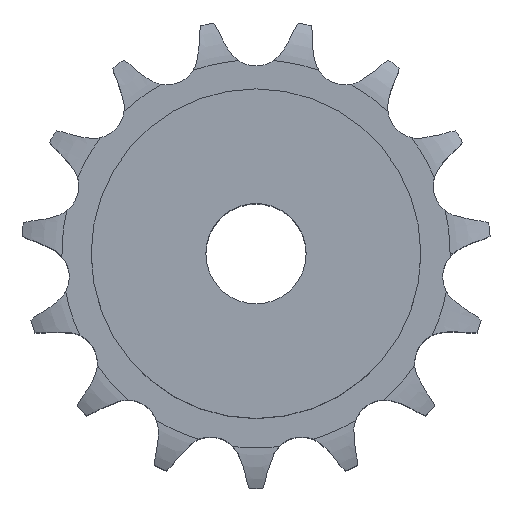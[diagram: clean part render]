
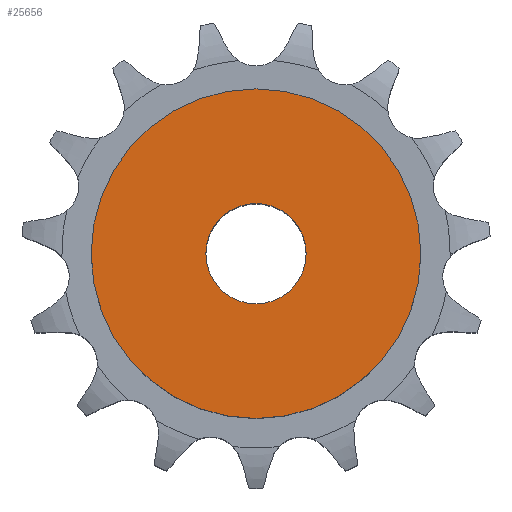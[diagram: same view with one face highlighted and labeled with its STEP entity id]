
A CAD part, top view. The second image highlights one B-rep face of the part: STEP entity #25656.
In plain terms, the highlighted planar face has unit normal (0, 0, 1).
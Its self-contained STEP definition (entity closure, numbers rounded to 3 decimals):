
#13846 = CYLINDRICAL_SURFACE('',#13847,7.);
#13847 = AXIS2_PLACEMENT_3D('',#13848,#13849,#13850);
#13848 = CARTESIAN_POINT('',(0.,0.,115.934));
#13849 = DIRECTION('',(0.,0.,1.));
#13850 = DIRECTION('',(1.,0.,0.));
#17631 = EDGE_CURVE('',#17632,#17632,#17634,.T.);
#17632 = VERTEX_POINT('',#17633);
#17633 = CARTESIAN_POINT('',(7.,0.,50.));
#17634 = SURFACE_CURVE('',#17635,(#17640,#17647),.PCURVE_S1.);
#17635 = CIRCLE('',#17636,7.);
#17636 = AXIS2_PLACEMENT_3D('',#17637,#17638,#17639);
#17637 = CARTESIAN_POINT('',(0.,0.,50.));
#17638 = DIRECTION('',(0.,0.,1.));
#17639 = DIRECTION('',(1.,0.,0.));
#17640 = PCURVE('',#13846,#17641);
#17641 = DEFINITIONAL_REPRESENTATION('',(#17642),#17646);
#17642 = LINE('',#17643,#17644);
#17643 = CARTESIAN_POINT('',(0.,-65.934));
#17644 = VECTOR('',#17645,1.);
#17645 = DIRECTION('',(1.,0.));
#17646 = ( GEOMETRIC_REPRESENTATION_CONTEXT(2) 
PARAMETRIC_REPRESENTATION_CONTEXT() REPRESENTATION_CONTEXT('2D SPACE',''
  ) );
#17647 = PCURVE('',#17648,#17653);
#17648 = PLANE('',#17649);
#17649 = AXIS2_PLACEMENT_3D('',#17650,#17651,#17652);
#17650 = CARTESIAN_POINT('',(0.,0.,50.)
  );
#17651 = DIRECTION('',(0.,0.,1.));
#17652 = DIRECTION('',(1.,0.,0.));
#17653 = DEFINITIONAL_REPRESENTATION('',(#17654),#17658);
#17654 = CIRCLE('',#17655,7.);
#17655 = AXIS2_PLACEMENT_2D('',#17656,#17657);
#17656 = CARTESIAN_POINT('',(0.,0.));
#17657 = DIRECTION('',(1.,0.));
#17658 = ( GEOMETRIC_REPRESENTATION_CONTEXT(2) 
PARAMETRIC_REPRESENTATION_CONTEXT() REPRESENTATION_CONTEXT('2D SPACE',''
  ) );
#25656 = ADVANCED_FACE('',(#25657,#25688),#17648,.T.);
#25657 = FACE_BOUND('',#25658,.T.);
#25658 = EDGE_LOOP('',(#25659));
#25659 = ORIENTED_EDGE('',*,*,#25660,.T.);
#25660 = EDGE_CURVE('',#25661,#25661,#25663,.T.);
#25661 = VERTEX_POINT('',#25662);
#25662 = CARTESIAN_POINT('',(23.,0.,50.));
#25663 = SURFACE_CURVE('',#25664,(#25669,#25676),.PCURVE_S1.);
#25664 = CIRCLE('',#25665,23.);
#25665 = AXIS2_PLACEMENT_3D('',#25666,#25667,#25668);
#25666 = CARTESIAN_POINT('',(0.,0.,50.));
#25667 = DIRECTION('',(0.,0.,1.));
#25668 = DIRECTION('',(1.,0.,0.));
#25669 = PCURVE('',#17648,#25670);
#25670 = DEFINITIONAL_REPRESENTATION('',(#25671),#25675);
#25671 = CIRCLE('',#25672,23.);
#25672 = AXIS2_PLACEMENT_2D('',#25673,#25674);
#25673 = CARTESIAN_POINT('',(0.,0.));
#25674 = DIRECTION('',(1.,0.));
#25675 = ( GEOMETRIC_REPRESENTATION_CONTEXT(2) 
PARAMETRIC_REPRESENTATION_CONTEXT() REPRESENTATION_CONTEXT('2D SPACE',''
  ) );
#25676 = PCURVE('',#25677,#25682);
#25677 = CYLINDRICAL_SURFACE('',#25678,23.);
#25678 = AXIS2_PLACEMENT_3D('',#25679,#25680,#25681);
#25679 = CARTESIAN_POINT('',(0.,0.,0.));
#25680 = DIRECTION('',(-0.,-0.,-1.));
#25681 = DIRECTION('',(1.,0.,0.));
#25682 = DEFINITIONAL_REPRESENTATION('',(#25683),#25687);
#25683 = LINE('',#25684,#25685);
#25684 = CARTESIAN_POINT('',(-0.,-50.));
#25685 = VECTOR('',#25686,1.);
#25686 = DIRECTION('',(-1.,0.));
#25687 = ( GEOMETRIC_REPRESENTATION_CONTEXT(2) 
PARAMETRIC_REPRESENTATION_CONTEXT() REPRESENTATION_CONTEXT('2D SPACE',''
  ) );
#25688 = FACE_BOUND('',#25689,.T.);
#25689 = EDGE_LOOP('',(#25690));
#25690 = ORIENTED_EDGE('',*,*,#17631,.F.);
